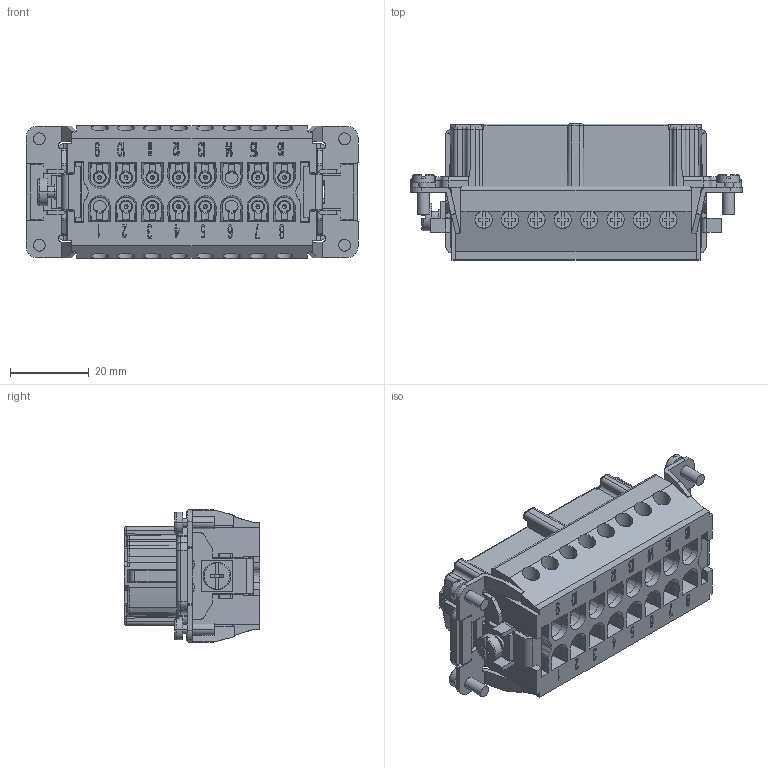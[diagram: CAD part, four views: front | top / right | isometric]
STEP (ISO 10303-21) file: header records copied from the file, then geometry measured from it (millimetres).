
FILE_DESCRIPTION((''),'2;1');
FILE_NAME('HE-016-F-V20','2017-07-26T',('tl.yang'),(''),'PRO/ENGINEER BY PARAMETRIC TECHNOLOGY CORPORATION, 2011500','PRO/ENGINEER BY PARAMETRIC TECHNOLOGY CORPORATION, 2011500','');
FILE_SCHEMA(('CONFIG_CONTROL_DESIGN'));
Products named in the file (1): HE-016-F-V20
Bounding box: 84.3 x 34.5 x 33.7 mm (x, y, z)
Volume: 45734.8 mm3; surface area: 25595 mm2
Topology: 1 solids, 18 shells, 3285 faces, 9230 edges, 6069 vertices
Faces by surface type: plane 2338, cylinder 487, bspline 242, extrusion 96, cone 90, torus 26, sphere 6
Entity records: 118507 total; most frequent: CARTESIAN_POINT 35845, ORIENTED_EDGE 18408, DIRECTION 15026, EDGE_CURVE 9204, VECTOR 7076, LINE 6980, VERTEX_POINT 6069, AXIS2_PLACEMENT_3D 3975
